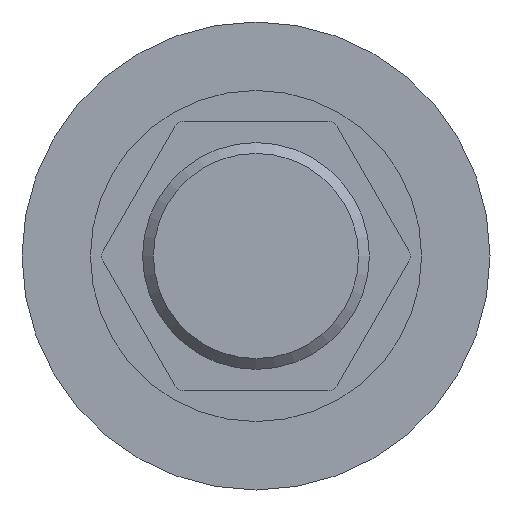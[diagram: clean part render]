
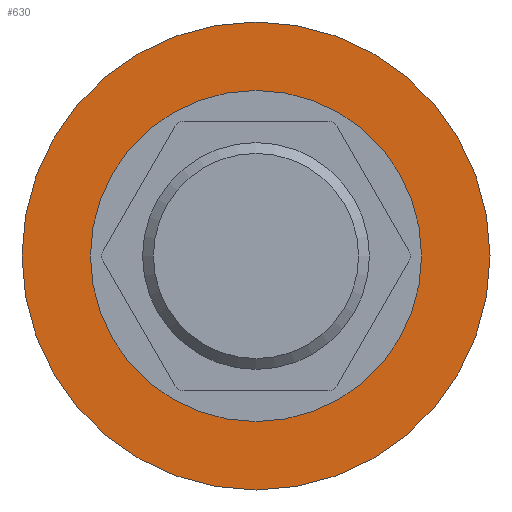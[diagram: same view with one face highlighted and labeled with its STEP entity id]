
A CAD part, front view. The second image highlights one B-rep face of the part: STEP entity #630.
In plain terms, the highlighted planar face has unit normal (0, -1, 0).
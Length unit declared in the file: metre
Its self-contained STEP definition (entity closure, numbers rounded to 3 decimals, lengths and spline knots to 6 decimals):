
#141=ORIENTED_EDGE('',*,*,#315,.F.);
#142=ORIENTED_EDGE('',*,*,#316,.F.);
#315=EDGE_CURVE('',#402,#402,#459,.T.);
#316=EDGE_CURVE('',#403,#403,#460,.T.);
#402=VERTEX_POINT('',#1007);
#403=VERTEX_POINT('',#1009);
#459=CIRCLE('',#693,0.008255);
#460=CIRCLE('',#694,0.005842);
#493=EDGE_LOOP('',(#141));
#494=EDGE_LOOP('',(#142));
#551=FACE_BOUND('',#493,.T.);
#552=FACE_BOUND('',#494,.T.);
#608=PLANE('',#692);
#630=ADVANCED_FACE('',(#551,#552),#608,.F.);
#692=AXIS2_PLACEMENT_3D('',#1005,#789,#790);
#693=AXIS2_PLACEMENT_3D('',#1006,#791,#792);
#694=AXIS2_PLACEMENT_3D('',#1008,#793,#794);
#789=DIRECTION('',(0.,1.,0.));
#790=DIRECTION('',(0.,0.,1.));
#791=DIRECTION('',(0.,1.,0.));
#792=DIRECTION('',(0.,0.,1.));
#793=DIRECTION('',(0.,-1.,0.));
#794=DIRECTION('',(0.,0.,1.));
#1005=CARTESIAN_POINT('',(0.,0.041747,0.));
#1006=CARTESIAN_POINT('',(0.,0.041747,0.));
#1007=CARTESIAN_POINT('',(0.,0.041747,0.008255));
#1008=CARTESIAN_POINT('',(0.,0.041747,0.));
#1009=CARTESIAN_POINT('',(0.,0.041747,0.005842));
